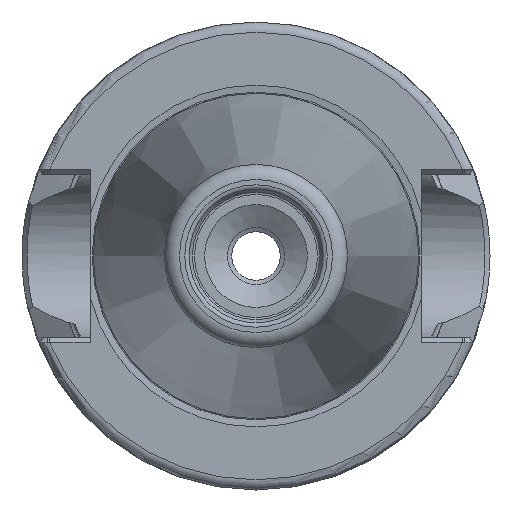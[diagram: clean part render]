
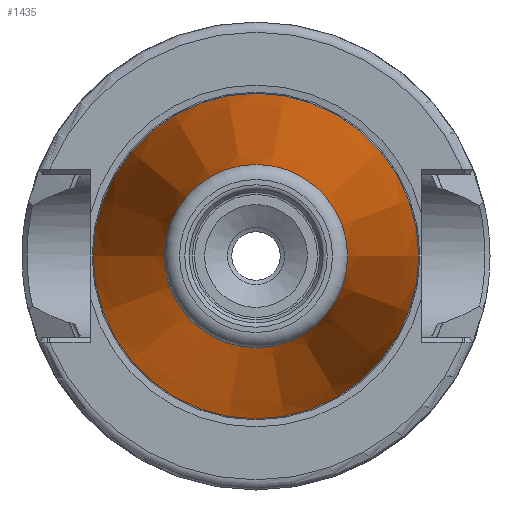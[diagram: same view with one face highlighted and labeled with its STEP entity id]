
A CAD part, left-side view. The second image highlights one B-rep face of the part: STEP entity #1435.
In plain terms, the highlighted conical face has half-angle 8.297 degrees and reference radius 12.502 mm.
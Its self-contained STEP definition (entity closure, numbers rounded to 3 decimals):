
#207=FACE_OUTER_BOUND('',#286,.T.);
#286=EDGE_LOOP('',(#1314,#1315,#1316,#1317,#1318,#1319,#1320));
#356=LINE('',#3126,#424);
#424=VECTOR('',#1992,12.502);
#510=CIRCLE('',#1603,9.004);
#511=CIRCLE('',#1604,9.004);
#512=CIRCLE('',#1605,9.004);
#514=CIRCLE('',#1608,15.999);
#515=CIRCLE('',#1609,15.999);
#666=VERTEX_POINT('',#3114);
#667=VERTEX_POINT('',#3115);
#668=VERTEX_POINT('',#3117);
#669=VERTEX_POINT('',#3122);
#670=VERTEX_POINT('',#3123);
#884=EDGE_CURVE('',#666,#667,#510,.T.);
#885=EDGE_CURVE('',#668,#666,#511,.T.);
#886=EDGE_CURVE('',#667,#668,#512,.T.);
#888=EDGE_CURVE('',#669,#670,#514,.T.);
#889=EDGE_CURVE('',#670,#669,#515,.T.);
#890=EDGE_CURVE('',#670,#668,#356,.T.);
#1314=ORIENTED_EDGE('',*,*,#888,.F.);
#1315=ORIENTED_EDGE('',*,*,#889,.F.);
#1316=ORIENTED_EDGE('',*,*,#890,.T.);
#1317=ORIENTED_EDGE('',*,*,#885,.T.);
#1318=ORIENTED_EDGE('',*,*,#884,.T.);
#1319=ORIENTED_EDGE('',*,*,#886,.T.);
#1320=ORIENTED_EDGE('',*,*,#890,.F.);
#1363=CONICAL_SURFACE('',#1607,12.502,0.145);
#1435=ADVANCED_FACE('',(#207),#1363,.T.);
#1603=AXIS2_PLACEMENT_3D('',#3116,#1978,#1979);
#1604=AXIS2_PLACEMENT_3D('',#3118,#1980,#1981);
#1605=AXIS2_PLACEMENT_3D('',#3119,#1982,#1983);
#1607=AXIS2_PLACEMENT_3D('',#3121,#1986,#1987);
#1608=AXIS2_PLACEMENT_3D('',#3124,#1988,#1989);
#1609=AXIS2_PLACEMENT_3D('',#3125,#1990,#1991);
#1978=DIRECTION('center_axis',(1.,0.,0.));
#1979=DIRECTION('ref_axis',(0.,0.,-1.));
#1980=DIRECTION('center_axis',(1.,0.,0.));
#1981=DIRECTION('ref_axis',(0.,0.,-1.));
#1982=DIRECTION('center_axis',(1.,0.,0.));
#1983=DIRECTION('ref_axis',(0.,0.,-1.));
#1986=DIRECTION('center_axis',(1.,0.,0.));
#1987=DIRECTION('ref_axis',(0.,1.,0.));
#1988=DIRECTION('center_axis',(1.,0.,0.));
#1989=DIRECTION('ref_axis',(0.,0.,-1.));
#1990=DIRECTION('center_axis',(1.,0.,0.));
#1991=DIRECTION('ref_axis',(0.,0.,-1.));
#1992=DIRECTION('',(-0.99,0.144,0.));
#3114=CARTESIAN_POINT('',(-47.116,9.004,0.));
#3115=CARTESIAN_POINT('',(-47.116,0.,9.004));
#3116=CARTESIAN_POINT('Origin',(-47.116,0.,
0.));
#3117=CARTESIAN_POINT('',(-47.116,-9.004,0.));
#3118=CARTESIAN_POINT('Origin',(-47.116,0.,
0.));
#3119=CARTESIAN_POINT('Origin',(-47.116,0.,
0.));
#3121=CARTESIAN_POINT('Origin',(-23.132,0.,
0.));
#3122=CARTESIAN_POINT('',(0.852,15.999,0.));
#3123=CARTESIAN_POINT('',(0.852,-15.999,0.));
#3124=CARTESIAN_POINT('Origin',(0.852,0.,
0.));
#3125=CARTESIAN_POINT('Origin',(0.852,0.,
0.));
#3126=CARTESIAN_POINT('',(-23.132,-12.502,0.));
